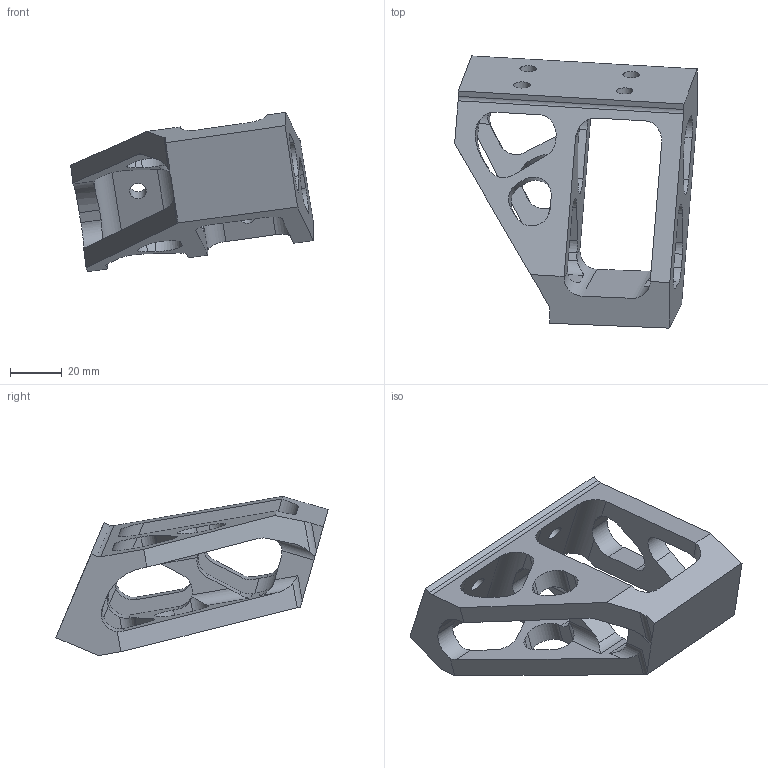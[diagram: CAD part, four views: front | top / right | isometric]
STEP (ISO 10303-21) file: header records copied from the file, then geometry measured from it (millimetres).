
FILE_DESCRIPTION(/* description */ (''),/* implementation_level */ '2;1');
FILE_NAME(/* name */ '00400016-003M10_A.stp',/* time_stamp */ '2016-10-14T16:24:20-07:00',/* author */ (''),/* organization */ (''),/* preprocessor_version */ 'ST-DEVELOPER v16',/* originating_system */ 'SIEMENS PLM Software NX 10.0',/* authorisation */ '');
FILE_SCHEMA (('CONFIG_CONTROL_DESIGN'));
Length unit declared in the file: inch
Products named in the file (1): 00400016-003M10_A
Bounding box: 94.11 x 105.6 x 61.74 mm (x, y, z)
Volume: 81657.3 mm3; surface area: 29318.4 mm2
Topology: 1 solids, 1 shells, 94 faces, 321 edges, 216 vertices
Faces by surface type: plane 48, cylinder 46
Full cylindrical faces by diameter (mm): 6.299 x1, 6.401 x3
Entity records: 3643 total; most frequent: CARTESIAN_POINT 731, ORIENTED_EDGE 626, DIRECTION 568, EDGE_CURVE 313, VERTEX_POINT 212, LINE 192, VECTOR 192, AXIS2_PLACEMENT_3D 188
